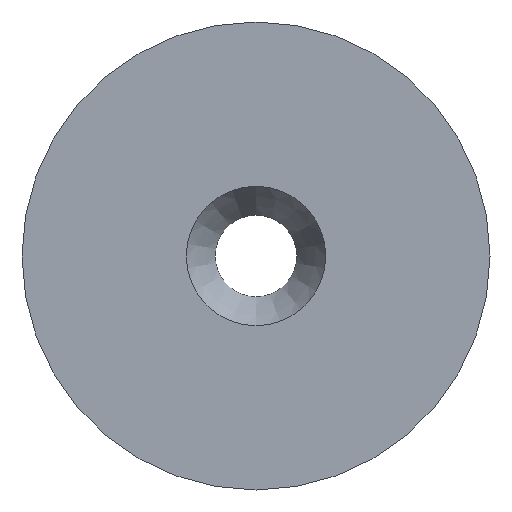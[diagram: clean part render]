
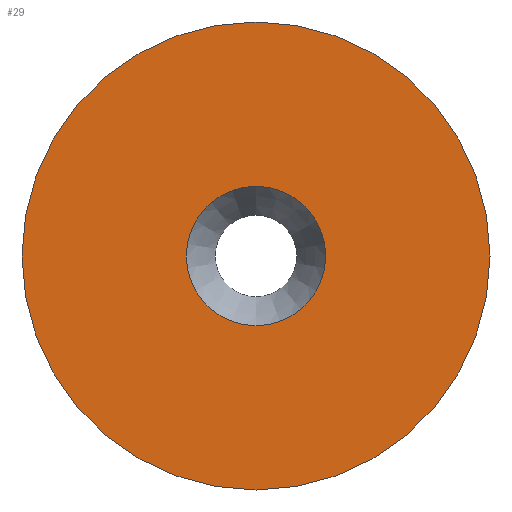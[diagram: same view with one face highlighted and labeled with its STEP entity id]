
A CAD part, front view. The second image highlights one B-rep face of the part: STEP entity #29.
In plain terms, the highlighted planar face has unit normal (0, -1, 0).
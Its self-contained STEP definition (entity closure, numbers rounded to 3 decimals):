
#29 = ADVANCED_FACE( '', ( #56, #57 ), #58, .T. );
#56 = FACE_OUTER_BOUND( '', #83, .T. );
#57 = FACE_BOUND( '', #84, .T. );
#58 = PLANE( '', #85 );
#83 = EDGE_LOOP( '', ( #104 ) );
#84 = EDGE_LOOP( '', ( #105 ) );
#85 = AXIS2_PLACEMENT_3D( '', #106, #107, #108 );
#104 = ORIENTED_EDGE( '', *, *, #134, .T. );
#105 = ORIENTED_EDGE( '', *, *, #135, .F. );
#106 = CARTESIAN_POINT( '', ( 6.4, 0., 0. ) );
#107 = DIRECTION( '', ( 0., -1., 0. ) );
#108 = DIRECTION( '', ( 0., 0., -1. ) );
#134 = EDGE_CURVE( '', #144, #144, #145, .T. );
#135 = EDGE_CURVE( '', #146, #146, #147, .T. );
#144 = VERTEX_POINT( '', #159 );
#145 = CIRCLE( '', #160, 21.5 );
#146 = VERTEX_POINT( '', #161 );
#147 = CIRCLE( '', #162, 6.4 );
#159 = CARTESIAN_POINT( '', ( 0., 0., -21.5 ) );
#160 = AXIS2_PLACEMENT_3D( '', #173, #174, #175 );
#161 = CARTESIAN_POINT( '', ( 0., 0., -6.4 ) );
#162 = AXIS2_PLACEMENT_3D( '', #176, #177, #178 );
#173 = CARTESIAN_POINT( '', ( 0., 0., 0. ) );
#174 = DIRECTION( '', ( 0., -1., 0. ) );
#175 = DIRECTION( '', ( 0., 0., -1. ) );
#176 = CARTESIAN_POINT( '', ( 0., 0., 0. ) );
#177 = DIRECTION( '', ( 0., -1., 0. ) );
#178 = DIRECTION( '', ( 0., 0., -1. ) );
